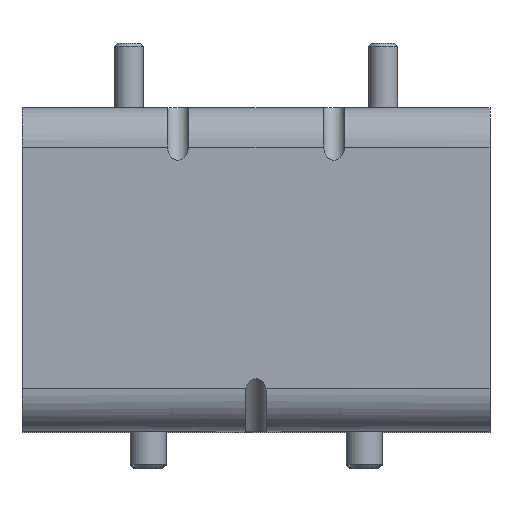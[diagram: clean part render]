
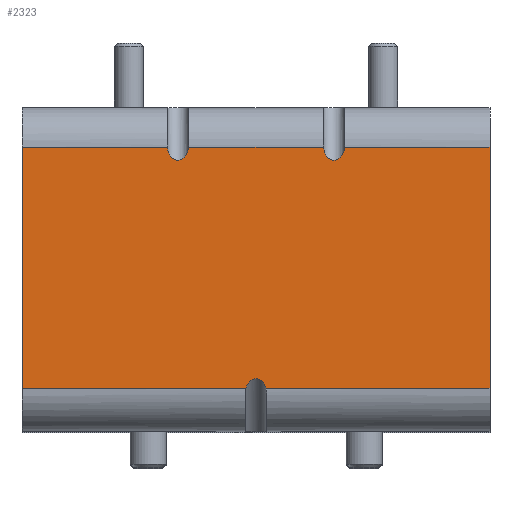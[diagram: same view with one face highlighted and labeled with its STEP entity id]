
A CAD part, top view. The second image highlights one B-rep face of the part: STEP entity #2323.
In plain terms, the highlighted planar face has unit normal (0, 0, 1).
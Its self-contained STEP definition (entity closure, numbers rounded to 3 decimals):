
#84=ELLIPSE('',#2524,2.121,1.5);
#85=ELLIPSE('',#2525,2.121,1.5);
#86=ELLIPSE('',#2526,2.121,1.5);
#108=PLANE('',#2523);
#172=LINE('',#3445,#344);
#179=LINE('',#3506,#351);
#182=LINE('',#3555,#354);
#185=LINE('',#3588,#357);
#208=LINE('',#3766,#380);
#212=LINE('',#3786,#384);
#213=LINE('',#3789,#385);
#344=VECTOR('',#2743,1000.);
#351=VECTOR('',#2770,1000.);
#354=VECTOR('',#2783,1000.);
#357=VECTOR('',#2794,1000.);
#380=VECTOR('',#2865,1000.);
#384=VECTOR('',#2879,1000.);
#385=VECTOR('',#2884,1000.);
#668=ORIENTED_EDGE('',*,*,#1344,.F.);
#669=ORIENTED_EDGE('',*,*,#1285,.F.);
#670=ORIENTED_EDGE('',*,*,#1345,.F.);
#671=ORIENTED_EDGE('',*,*,#1337,.T.);
#672=ORIENTED_EDGE('',*,*,#1346,.F.);
#673=ORIENTED_EDGE('',*,*,#1275,.T.);
#674=ORIENTED_EDGE('',*,*,#1347,.F.);
#675=ORIENTED_EDGE('',*,*,#1262,.T.);
#676=ORIENTED_EDGE('',*,*,#1348,.T.);
#677=ORIENTED_EDGE('',*,*,#1242,.F.);
#1242=EDGE_CURVE('',#1580,#1581,#172,.T.);
#1262=EDGE_CURVE('',#1601,#1600,#179,.T.);
#1275=EDGE_CURVE('',#1614,#1613,#182,.T.);
#1285=EDGE_CURVE('',#1623,#1619,#185,.T.);
#1337=EDGE_CURVE('',#1676,#1675,#208,.T.);
#1344=EDGE_CURVE('',#1619,#1580,#84,.F.);
#1345=EDGE_CURVE('',#1676,#1623,#212,.T.);
#1346=EDGE_CURVE('',#1614,#1675,#85,.F.);
#1347=EDGE_CURVE('',#1601,#1613,#86,.F.);
#1348=EDGE_CURVE('',#1600,#1581,#213,.T.);
#1580=VERTEX_POINT('',#3444);
#1581=VERTEX_POINT('',#3446);
#1600=VERTEX_POINT('',#3505);
#1601=VERTEX_POINT('',#3507);
#1613=VERTEX_POINT('',#3554);
#1614=VERTEX_POINT('',#3556);
#1619=VERTEX_POINT('',#3576);
#1623=VERTEX_POINT('',#3587);
#1675=VERTEX_POINT('',#3765);
#1676=VERTEX_POINT('',#3767);
#1924=EDGE_LOOP('',(#668,#669,#670,#671,#672,#673,#674,#675,#676,#677));
#2098=FACE_BOUND('',#1924,.T.);
#2323=ADVANCED_FACE('',(#2098),#108,.F.);
#2523=AXIS2_PLACEMENT_3D('',#3784,#2875,#2876);
#2524=AXIS2_PLACEMENT_3D('',#3785,#2877,#2878);
#2525=AXIS2_PLACEMENT_3D('',#3787,#2880,#2881);
#2526=AXIS2_PLACEMENT_3D('',#3788,#2882,#2883);
#2743=DIRECTION('',(-1.,0.,0.));
#2770=DIRECTION('',(-1.,0.,0.));
#2783=DIRECTION('',(-1.,0.,0.));
#2794=DIRECTION('',(-1.,0.,0.));
#2865=DIRECTION('',(-1.,0.,0.));
#2875=DIRECTION('',(0.,0.,-1.));
#2876=DIRECTION('',(-1.,0.,0.));
#2877=DIRECTION('',(0.,0.,-1.));
#2878=DIRECTION('',(0.,-1.,0.));
#2879=DIRECTION('',(0.,-1.,0.));
#2880=DIRECTION('',(0.,0.,-1.));
#2881=DIRECTION('',(0.,-1.,0.));
#2882=DIRECTION('',(0.,0.,-1.));
#2883=DIRECTION('',(0.,-1.,0.));
#2884=DIRECTION('',(0.,-1.,0.));
#3444=CARTESIAN_POINT('',(-1.39,6.,55.));
#3445=CARTESIAN_POINT('',(32.5,6.,55.));
#3446=CARTESIAN_POINT('',(-32.5,6.,55.));
#3505=CARTESIAN_POINT('',(-32.5,39.5,55.));
#3506=CARTESIAN_POINT('',(32.5,39.5,55.));
#3507=CARTESIAN_POINT('',(-12.325,39.5,55.));
#3554=CARTESIAN_POINT('',(-9.355,39.5,55.));
#3555=CARTESIAN_POINT('',(32.5,39.5,55.));
#3556=CARTESIAN_POINT('',(9.355,39.5,55.));
#3576=CARTESIAN_POINT('',(1.39,6.,55.));
#3587=CARTESIAN_POINT('',(32.5,6.,55.));
#3588=CARTESIAN_POINT('',(32.5,6.,55.));
#3765=CARTESIAN_POINT('',(12.325,39.5,55.));
#3766=CARTESIAN_POINT('',(32.5,39.5,55.));
#3767=CARTESIAN_POINT('',(32.5,39.5,55.));
#3784=CARTESIAN_POINT('',(32.5,39.5,55.));
#3785=CARTESIAN_POINT('',(0.,5.202,55.));
#3786=CARTESIAN_POINT('',(32.5,39.5,55.));
#3787=CARTESIAN_POINT('',(10.84,39.798,55.));
#3788=CARTESIAN_POINT('',(-10.84,39.798,55.));
#3789=CARTESIAN_POINT('',(-32.5,39.5,55.));
